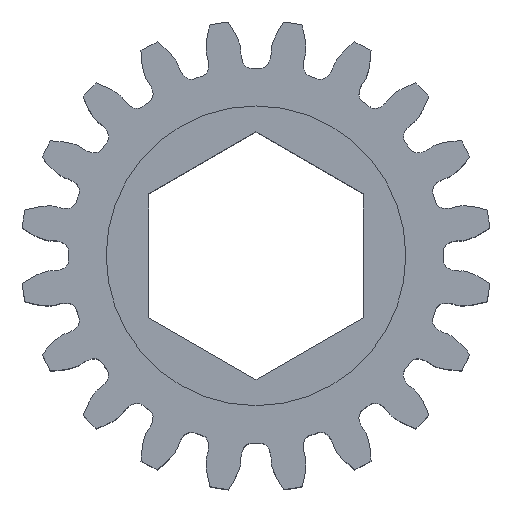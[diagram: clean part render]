
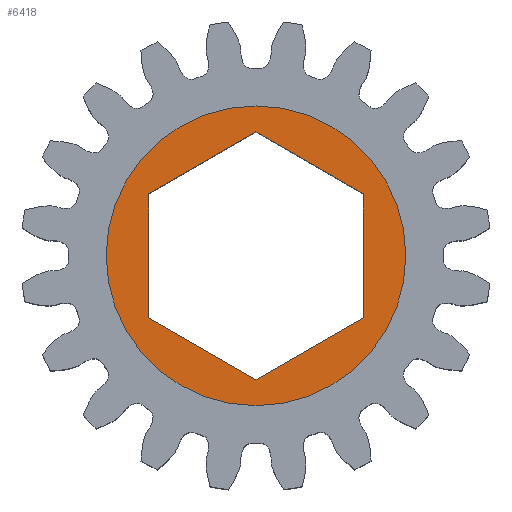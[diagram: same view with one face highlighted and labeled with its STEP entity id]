
A CAD part, top view. The second image highlights one B-rep face of the part: STEP entity #6418.
In plain terms, the highlighted planar face has unit normal (0, 0, 1).
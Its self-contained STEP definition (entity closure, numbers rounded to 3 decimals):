
#111 = EDGE_CURVE ( 'NONE', #2621, #4166, #2317, .T. ) ;
#154 = DIRECTION ( 'NONE',  ( -0.866, -0.5, 0. ) ) ;
#159 = VERTEX_POINT ( 'NONE', #1004 ) ;
#554 = CARTESIAN_POINT ( 'NONE',  ( -6.363, 3.674, 6.3 ) ) ;
#631 = CARTESIAN_POINT ( 'NONE',  ( 0., 0., 6.3 ) ) ;
#691 = VECTOR ( 'NONE', #6126, 1000. ) ;
#938 = CARTESIAN_POINT ( 'NONE',  ( -6.363, -3.674, 6.3 ) ) ;
#951 = LINE ( 'NONE', #3048, #6695 ) ;
#1004 = CARTESIAN_POINT ( 'NONE',  ( 0., -7.347, 6.3 ) ) ;
#1065 = EDGE_CURVE ( 'NONE', #2986, #6246, #6461, .T. ) ;
#1146 = EDGE_CURVE ( 'NONE', #6877, #1260, #7067, .T. ) ;
#1157 = CARTESIAN_POINT ( 'NONE',  ( 0., 0., 6.3 ) ) ;
#1260 = VERTEX_POINT ( 'NONE', #554 ) ;
#1358 = EDGE_CURVE ( 'NONE', #4457, #2621, #3538, .T. ) ;
#1375 = CARTESIAN_POINT ( 'NONE',  ( 0., -8.89, 6.3 ) ) ;
#1377 = CARTESIAN_POINT ( 'NONE',  ( 0., -7.347, 6.3 ) ) ;
#1471 = ORIENTED_EDGE ( 'NONE', *, *, #111, .T. ) ;
#1603 = EDGE_LOOP ( 'NONE', ( #7233, #5795 ) ) ;
#1708 = VECTOR ( 'NONE', #8343, 1000. ) ;
#1882 = PLANE ( 'NONE',  #3398 ) ;
#2095 = CARTESIAN_POINT ( 'NONE',  ( 0., 7.347, 6.3 ) ) ;
#2131 = DIRECTION ( 'NONE',  ( 0.866, 0.5, 0. ) ) ;
#2317 = LINE ( 'NONE', #3378, #9523 ) ;
#2341 = CARTESIAN_POINT ( 'NONE',  ( 6.363, -3.674, 6.3 ) ) ;
#2551 = FACE_BOUND ( 'NONE', #9329, .T. ) ;
#2621 = VERTEX_POINT ( 'NONE', #6603 ) ;
#2986 = VERTEX_POINT ( 'NONE', #4638 ) ;
#3048 = CARTESIAN_POINT ( 'NONE',  ( -6.363, 3.674, 6.3 ) ) ;
#3275 = CARTESIAN_POINT ( 'NONE',  ( 6.363, -3.674, 6.3 ) ) ;
#3378 = CARTESIAN_POINT ( 'NONE',  ( 6.363, 3.674, 6.3 ) ) ;
#3398 = AXIS2_PLACEMENT_3D ( 'NONE', #1157, #4211, #7399 ) ;
#3461 = AXIS2_PLACEMENT_3D ( 'NONE', #631, #6774, #6844 ) ;
#3538 = LINE ( 'NONE', #2095, #5961 ) ;
#3715 = EDGE_CURVE ( 'NONE', #159, #6877, #6822, .T. ) ;
#3957 = ORIENTED_EDGE ( 'NONE', *, *, #6571, .T. ) ;
#4035 = EDGE_CURVE ( 'NONE', #6246, #2986, #7659, .T. ) ;
#4166 = VERTEX_POINT ( 'NONE', #2341 ) ;
#4211 = DIRECTION ( 'NONE',  ( 0., 0., -1. ) ) ;
#4393 = DIRECTION ( 'NONE',  ( 0., 0., -1. ) ) ;
#4424 = DIRECTION ( 'NONE',  ( 0., 1., 0. ) ) ;
#4457 = VERTEX_POINT ( 'NONE', #9016 ) ;
#4638 = CARTESIAN_POINT ( 'NONE',  ( 0., 8.89, 6.3 ) ) ;
#5362 = LINE ( 'NONE', #3275, #9877 ) ;
#5795 = ORIENTED_EDGE ( 'NONE', *, *, #1065, .F. ) ;
#5961 = VECTOR ( 'NONE', #7651, 1000. ) ;
#6126 = DIRECTION ( 'NONE',  ( -0.866, 0.5, 0. ) ) ;
#6187 = EDGE_CURVE ( 'NONE', #1260, #4457, #951, .T. ) ;
#6246 = VERTEX_POINT ( 'NONE', #1375 ) ;
#6410 = DIRECTION ( 'NONE',  ( 0., -1., 0. ) ) ;
#6418 = ADVANCED_FACE ( 'NONE', ( #2551, #6576 ), #1882, .F. ) ;
#6461 = CIRCLE ( 'NONE', #9932, 8.89 ) ;
#6571 = EDGE_CURVE ( 'NONE', #4166, #159, #5362, .T. ) ;
#6576 = FACE_OUTER_BOUND ( 'NONE', #1603, .T. ) ;
#6603 = CARTESIAN_POINT ( 'NONE',  ( 6.363, 3.674, 6.3 ) ) ;
#6695 = VECTOR ( 'NONE', #2131, 1000. ) ;
#6736 = CARTESIAN_POINT ( 'NONE',  ( -6.363, -3.674, 6.3 ) ) ;
#6764 = ORIENTED_EDGE ( 'NONE', *, *, #6187, .T. ) ;
#6774 = DIRECTION ( 'NONE',  ( 0., 0., -1. ) ) ;
#6822 = LINE ( 'NONE', #1377, #691 ) ;
#6844 = DIRECTION ( 'NONE',  ( 0., 1., 0. ) ) ;
#6877 = VERTEX_POINT ( 'NONE', #938 ) ;
#7067 = LINE ( 'NONE', #6736, #1708 ) ;
#7233 = ORIENTED_EDGE ( 'NONE', *, *, #4035, .F. ) ;
#7357 = ORIENTED_EDGE ( 'NONE', *, *, #1146, .T. ) ;
#7370 = ORIENTED_EDGE ( 'NONE', *, *, #3715, .T. ) ;
#7399 = DIRECTION ( 'NONE',  ( 0., 1., 0. ) ) ;
#7651 = DIRECTION ( 'NONE',  ( 0.866, -0.5, 0. ) ) ;
#7659 = CIRCLE ( 'NONE', #3461, 8.89 ) ;
#8343 = DIRECTION ( 'NONE',  ( 0., 1., 0. ) ) ;
#9016 = CARTESIAN_POINT ( 'NONE',  ( 0., 7.347, 6.3 ) ) ;
#9098 = CARTESIAN_POINT ( 'NONE',  ( 0., 0., 6.3 ) ) ;
#9329 = EDGE_LOOP ( 'NONE', ( #1471, #3957, #7370, #7357, #6764, #9692 ) ) ;
#9523 = VECTOR ( 'NONE', #6410, 1000. ) ;
#9692 = ORIENTED_EDGE ( 'NONE', *, *, #1358, .T. ) ;
#9877 = VECTOR ( 'NONE', #154, 1000. ) ;
#9932 = AXIS2_PLACEMENT_3D ( 'NONE', #9098, #4393, #4424 ) ;
